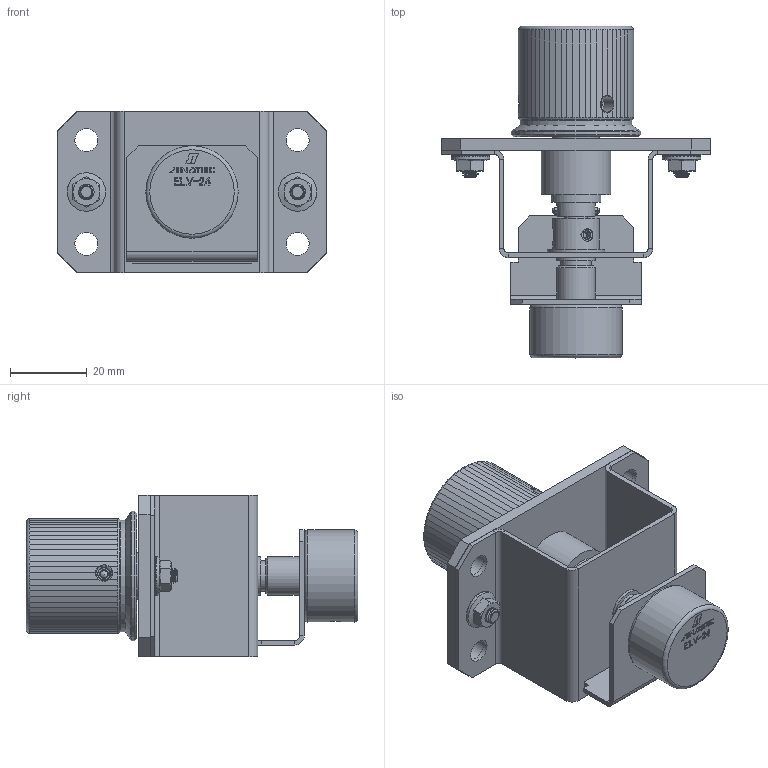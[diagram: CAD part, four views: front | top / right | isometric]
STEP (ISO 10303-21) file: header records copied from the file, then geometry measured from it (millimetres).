
FILE_DESCRIPTION(/* description */ (''),/* implementation_level */ '2;1');
FILE_NAME(/* name */ 'Volume Assembly v5.step',/* time_stamp */ '2022-07-16T12:29:29-04:00',/* author */ (''),/* organization */ (''),/* preprocessor_version */ 'ST-DEVELOPER v19',/* originating_system */ 'Autodesk Translation Framework v11.7.0.108',/* authorisation */ '');
FILE_SCHEMA (('AUTOMOTIVE_DESIGN { 1 0 10303 214 3 1 1 }'));
Products named in the file (16): Volume Assembly; Volume Base; 2705T126_LIGHT DUTY DRY-RUNNING FLANGED SLEEVE BEARING; Volume Shaft; 91611A085; TOK_TLE1-618-5W; Sensatec_ELV-24Y36A-K; Volume Bracket; Volume Cover; 93580A592_Press-Fit Studs; 2705T118_LIGHT DUTY DRY-RUNNING FLANGED SLEEVE BEARING; 96194A201_Medium-Strength Steel Serrated Flange Locknut; Washer; AC Knob; 91385A207_Alloy Steel Thread-Locking Cup-Point Set Screw; 91385A208_Alloy Steel Thread-Locking Cup-Point Set Screw
Assembly tree (19 placements, depth 3):
  Volume Assembly
    Volume Base
    2705T126_LIGHT DUTY DRY-RUNNING FLANGED SLEEVE BEARING
    Volume Shaft
      91611A085
    TOK_TLE1-618-5W
    Sensatec_ELV-24Y36A-K
    Volume Bracket
    Volume Cover
      93580A592_Press-Fit Studs  x2
    2705T118_LIGHT DUTY DRY-RUNNING FLANGED SLEEVE BEARING
    96194A201_Medium-Strength Steel Serrated Flange Locknut  x2
    Washer
    AC Knob
    91385A207_Alloy Steel Thread-Locking Cup-Point Set Screw  x2
    91385A208_Alloy Steel Thread-Locking Cup-Point Set Screw  x2
Bounding box: 70 x 86.4 x 42 mm (x, y, z)
Volume: 48132.5 mm3; surface area: 33094.6 mm2
Topology: 23 solids, 23 shells, 1138 faces, 2944 edges, 1873 vertices
Faces by surface type: plane 564, cylinder 274, cone 143, bspline 118, torus 37, sphere 2
Full cylindrical faces by diameter (mm): 0.6 x1, 1.5 x1, 2.32 x2, 2.8 x1, 3 x1, 3.091 x14, 3.332 x4, 4 x46, 4.2 x2, 6 x17, 7 x2, 8 x3, 10 x8, 12 x2, 13 x1, 15 x1, 17 x1, 18 x1, 24 x1, 29 x1, 33.7 x1
Entity records: 40699 total; most frequent: CARTESIAN_POINT 21586, ORIENTED_EDGE 4102, DIRECTION 3645, EDGE_CURVE 2051, VERTEX_POINT 1318, AXIS2_PLACEMENT_3D 1298, LINE 1049, VECTOR 1049
